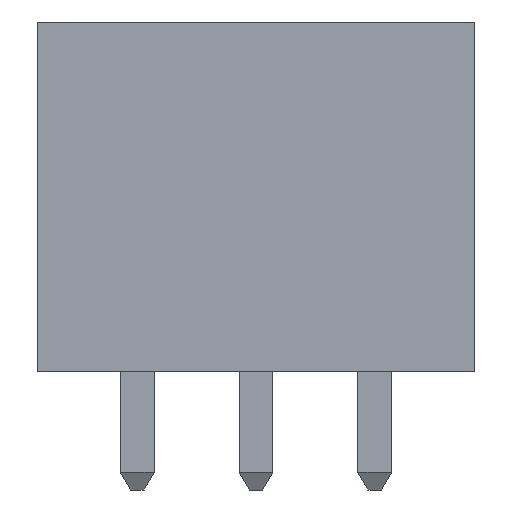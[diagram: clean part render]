
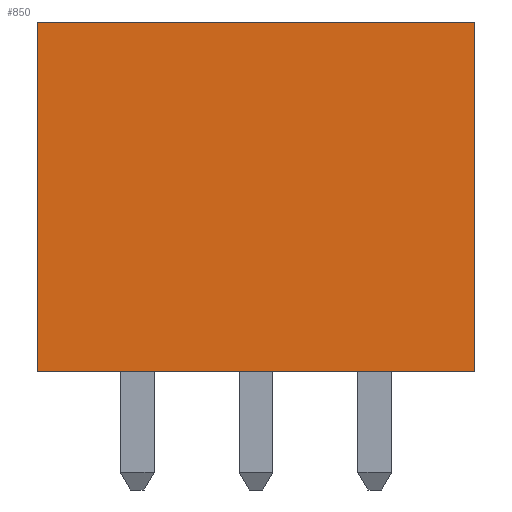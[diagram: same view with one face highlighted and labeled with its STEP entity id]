
A CAD part, front view. The second image highlights one B-rep face of the part: STEP entity #850.
In plain terms, the highlighted planar face has unit normal (0, -1, 0).
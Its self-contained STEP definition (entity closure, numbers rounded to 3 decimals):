
#21 = VECTOR ( 'NONE', #500, 1000. ) ;
#100 = CARTESIAN_POINT ( 'NONE',  ( -6.45, -4.35, 10.3 ) ) ;
#239 = LINE ( 'NONE', #646, #1336 ) ;
#357 = EDGE_LOOP ( 'NONE', ( #1350, #1220, #600, #365 ) ) ;
#358 = DIRECTION ( 'NONE',  ( 1., 0., 0. ) ) ;
#365 = ORIENTED_EDGE ( 'NONE', *, *, #446, .T. ) ;
#446 = EDGE_CURVE ( 'NONE', #1374, #1165, #239, .T. ) ;
#452 = CARTESIAN_POINT ( 'NONE',  ( 6.45, -4.35, 0. ) ) ;
#480 = DIRECTION ( 'NONE',  ( 0., 1., 0. ) ) ;
#492 = LINE ( 'NONE', #1018, #1157 ) ;
#495 = LINE ( 'NONE', #1020, #1415 ) ;
#500 = DIRECTION ( 'NONE',  ( 1., 0., 0. ) ) ;
#600 = ORIENTED_EDGE ( 'NONE', *, *, #779, .F. ) ;
#631 = LINE ( 'NONE', #1473, #21 ) ;
#646 = CARTESIAN_POINT ( 'NONE',  ( -6.45, -4.35, 10.3 ) ) ;
#736 = CARTESIAN_POINT ( 'NONE',  ( 6.45, -4.35, 10.3 ) ) ;
#742 = FACE_OUTER_BOUND ( 'NONE', #357, .T. ) ;
#750 = PLANE ( 'NONE',  #1332 ) ;
#779 = EDGE_CURVE ( 'NONE', #1374, #1128, #631, .T. ) ;
#846 = DIRECTION ( 'NONE',  ( -1., 0., 0. ) ) ;
#850 = ADVANCED_FACE ( 'NONE', ( #742 ), #750, .F. ) ;
#1018 = CARTESIAN_POINT ( 'NONE',  ( 6.45, -4.35, 10.3 ) ) ;
#1020 = CARTESIAN_POINT ( 'NONE',  ( 6.45, -4.35, 0. ) ) ;
#1024 = EDGE_CURVE ( 'NONE', #1128, #1512, #492, .T. ) ;
#1045 = CARTESIAN_POINT ( 'NONE',  ( 6.45, -4.35, 10.3 ) ) ;
#1128 = VERTEX_POINT ( 'NONE', #1045 ) ;
#1157 = VECTOR ( 'NONE', #1406, 1000. ) ;
#1165 = VERTEX_POINT ( 'NONE', #1666 ) ;
#1220 = ORIENTED_EDGE ( 'NONE', *, *, #1024, .F. ) ;
#1323 = DIRECTION ( 'NONE',  ( 0., 0., -1. ) ) ;
#1332 = AXIS2_PLACEMENT_3D ( 'NONE', #736, #480, #846 ) ;
#1336 = VECTOR ( 'NONE', #1323, 1000. ) ;
#1350 = ORIENTED_EDGE ( 'NONE', *, *, #1685, .T. ) ;
#1374 = VERTEX_POINT ( 'NONE', #100 ) ;
#1406 = DIRECTION ( 'NONE',  ( 0., 0., -1. ) ) ;
#1415 = VECTOR ( 'NONE', #358, 1000. ) ;
#1473 = CARTESIAN_POINT ( 'NONE',  ( 6.45, -4.35, 10.3 ) ) ;
#1512 = VERTEX_POINT ( 'NONE', #452 ) ;
#1666 = CARTESIAN_POINT ( 'NONE',  ( -6.45, -4.35, 0. ) ) ;
#1685 = EDGE_CURVE ( 'NONE', #1165, #1512, #495, .T. ) ;
